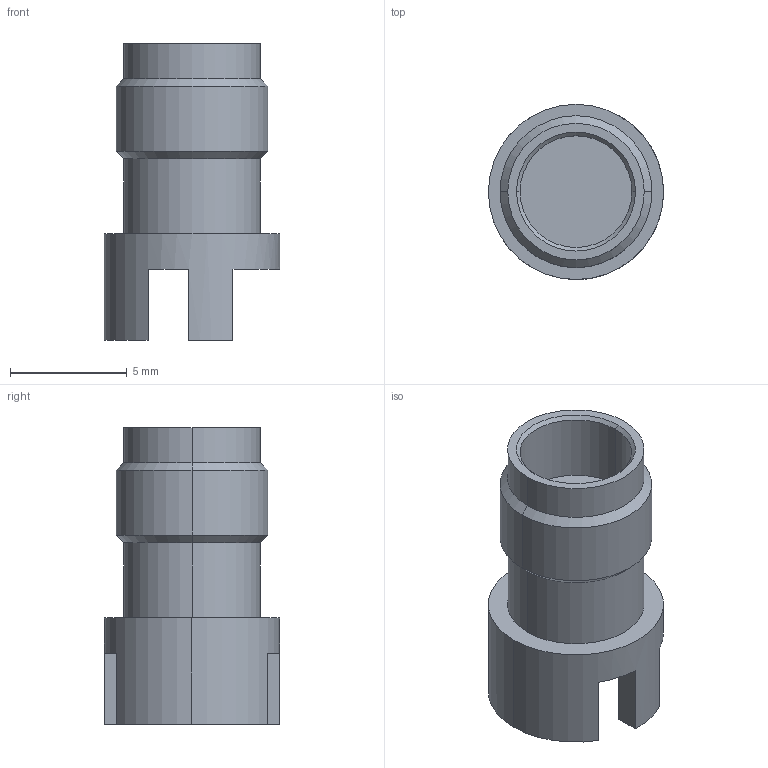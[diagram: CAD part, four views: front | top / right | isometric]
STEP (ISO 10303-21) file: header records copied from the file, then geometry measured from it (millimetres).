
FILE_DESCRIPTION (( 'STEP AP214' ), '1' );
FILE_NAME ('3321-60001.STEP', '2015-06-11T12:53:53', ( 'image' ), ( '' ), 'SwSTEP 2.0', 'SolidWorks 2014', '' );
FILE_SCHEMA (( 'AUTOMOTIVE_DESIGN' ));
Length unit declared in the file: inch
Products named in the file (1): 3321-60001
Bounding box: 7.49 x 7.49 x 12.7 mm (x, y, z)
Volume: 286.5 mm3; surface area: 407.7 mm2
Topology: 1 solids, 1 shells, 33 faces, 74 edges, 46 vertices
Faces by surface type: plane 15, cylinder 12, cone 6
Entity records: 1376 total; most frequent: DIRECTION 174, CARTESIAN_POINT 154, ORIENTED_EDGE 148, EDGE_CURVE 74, AXIS2_PLACEMENT_3D 66, VERTEX_POINT 46, LINE 42, VECTOR 42
